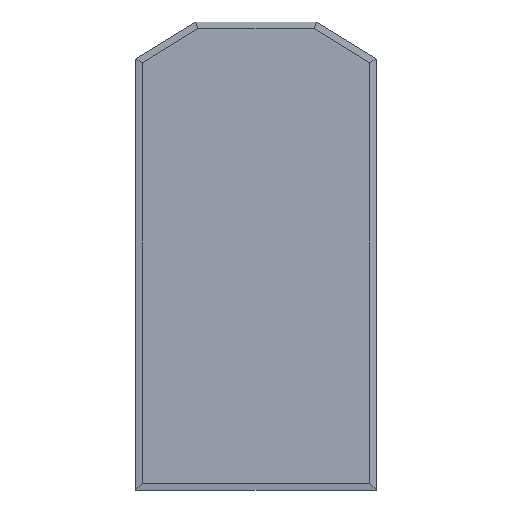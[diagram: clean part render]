
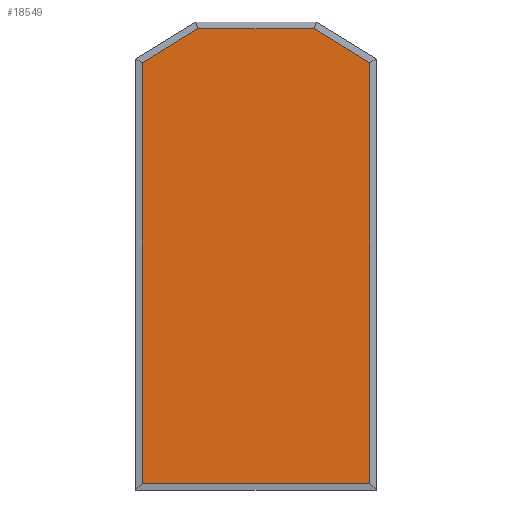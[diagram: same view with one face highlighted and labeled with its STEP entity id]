
A CAD part, top view. The second image highlights one B-rep face of the part: STEP entity #18549.
In plain terms, the highlighted planar face has unit normal (0, 0, 1).
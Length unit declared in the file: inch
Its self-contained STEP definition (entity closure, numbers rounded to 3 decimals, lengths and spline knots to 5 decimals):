
#18357=DIRECTION('',(1.,0.,0.));
#18358=VECTOR('',#18357,17.);
#18359=CARTESIAN_POINT('',(-8.5,0.5,0.25));
#18360=LINE('',#18359,#18358);
#18361=DIRECTION('',(0.,1.,0.));
#18362=VECTOR('',#18361,31.45064);
#18363=CARTESIAN_POINT('',(-8.5,0.5,0.25));
#18364=LINE('',#18363,#18362);
#18365=DIRECTION('',(-0.852,-0.524,0.));
#18366=VECTOR('',#18365,4.8633);
#18367=CARTESIAN_POINT('',(-4.35845,34.5,0.25));
#18368=LINE('',#18367,#18366);
#18369=DIRECTION('',(-1.,0.,0.));
#18370=VECTOR('',#18369,8.71689);
#18371=CARTESIAN_POINT('',(4.35845,34.5,0.25));
#18372=LINE('',#18371,#18370);
#18373=DIRECTION('',(-0.852,0.524,0.));
#18374=VECTOR('',#18373,4.8633);
#18375=CARTESIAN_POINT('',(8.5,31.95064,0.25));
#18376=LINE('',#18375,#18374);
#18377=DIRECTION('',(0.,1.,0.));
#18378=VECTOR('',#18377,31.45064);
#18379=CARTESIAN_POINT('',(8.5,0.5,0.25));
#18380=LINE('',#18379,#18378);
#18457=CARTESIAN_POINT('',(-8.5,0.5,0.25));
#18458=CARTESIAN_POINT('',(8.5,0.5,0.25));
#18459=VERTEX_POINT('',#18457);
#18460=VERTEX_POINT('',#18458);
#18461=CARTESIAN_POINT('',(8.5,31.95064,0.25));
#18462=VERTEX_POINT('',#18461);
#18463=CARTESIAN_POINT('',(4.35845,34.5,0.25));
#18464=VERTEX_POINT('',#18463);
#18465=CARTESIAN_POINT('',(-4.35845,34.5,0.25));
#18466=VERTEX_POINT('',#18465);
#18467=CARTESIAN_POINT('',(-8.5,31.95064,0.25));
#18468=VERTEX_POINT('',#18467);
#18531=CARTESIAN_POINT('',(0.,0.,0.25));
#18532=DIRECTION('',(0.,0.,1.));
#18533=DIRECTION('',(1.,0.,0.));
#18534=AXIS2_PLACEMENT_3D('',#18531,#18532,#18533);
#18535=PLANE('',#18534);
#18536=ORIENTED_EDGE('',*,*,#18521,.F.);
#18538=ORIENTED_EDGE('',*,*,#18537,.T.);
#18540=ORIENTED_EDGE('',*,*,#18539,.F.);
#18542=ORIENTED_EDGE('',*,*,#18541,.F.);
#18544=ORIENTED_EDGE('',*,*,#18543,.F.);
#18546=ORIENTED_EDGE('',*,*,#18545,.F.);
#18547=EDGE_LOOP('',(#18536,#18538,#18540,#18542,#18544,#18546));
#18548=FACE_OUTER_BOUND('',#18547,.F.);
#18549=ADVANCED_FACE('',(#18548),#18535,.T.);
#18521=EDGE_CURVE('',#18459,#18460,#18360,.T.);
#18537=EDGE_CURVE('',#18459,#18468,#18364,.T.);
#18539=EDGE_CURVE('',#18466,#18468,#18368,.T.);
#18541=EDGE_CURVE('',#18464,#18466,#18372,.T.);
#18543=EDGE_CURVE('',#18462,#18464,#18376,.T.);
#18545=EDGE_CURVE('',#18460,#18462,#18380,.T.);
